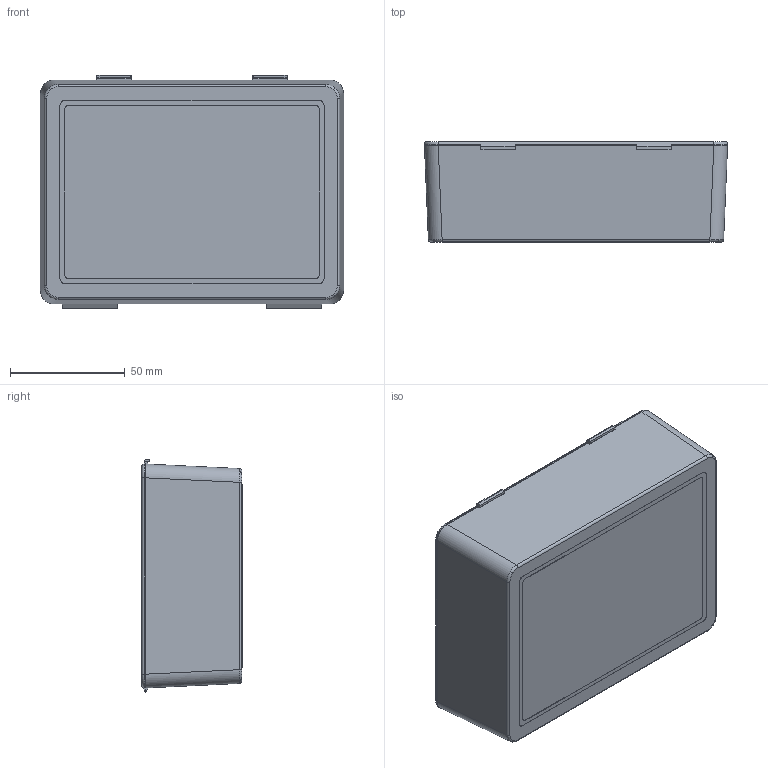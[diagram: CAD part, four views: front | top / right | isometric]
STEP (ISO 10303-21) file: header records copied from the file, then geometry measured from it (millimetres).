
FILE_DESCRIPTION (( 'STEP AP214' ), '1' );
FILE_NAME ('B131 Êîðîáêà ïëàñòèêîâàÿ, 130x95x40 ìì.STEP', '2020-04-06T13:13:30', ( '' ), ( '' ), 'SwSTEP 2.0', 'SolidWorks 2020', '' );
FILE_SCHEMA (( 'AUTOMOTIVE_DESIGN' ));
Length unit declared in the file: millimetre
Products named in the file (3): B131 Êîðîáêà ïëàñòèêîâàÿ, 130x95x40 ìì; B131 Êðûøêà; B131 Åìêîñòü
Assembly tree (2 placements, depth 2):
  B131 Êîðîáêà ïëàñòèêîâàÿ, 130x95x40 ìì
    B131 Åìêîñòü
    B131 Êðûøêà
Bounding box: 132 x 43.6 x 101.5 mm (x, y, z)
Volume: 65156.7 mm3; surface area: 89208 mm2
Topology: 4 solids, 4 shells, 199 faces, 482 edges, 312 vertices
Faces by surface type: plane 97, cylinder 86, bspline 12, torus 4
Entity records: 6152 total; most frequent: CARTESIAN_POINT 1346, DIRECTION 1002, ORIENTED_EDGE 964, EDGE_CURVE 482, AXIS2_PLACEMENT_3D 360, VERTEX_POINT 312, LINE 282, VECTOR 282
